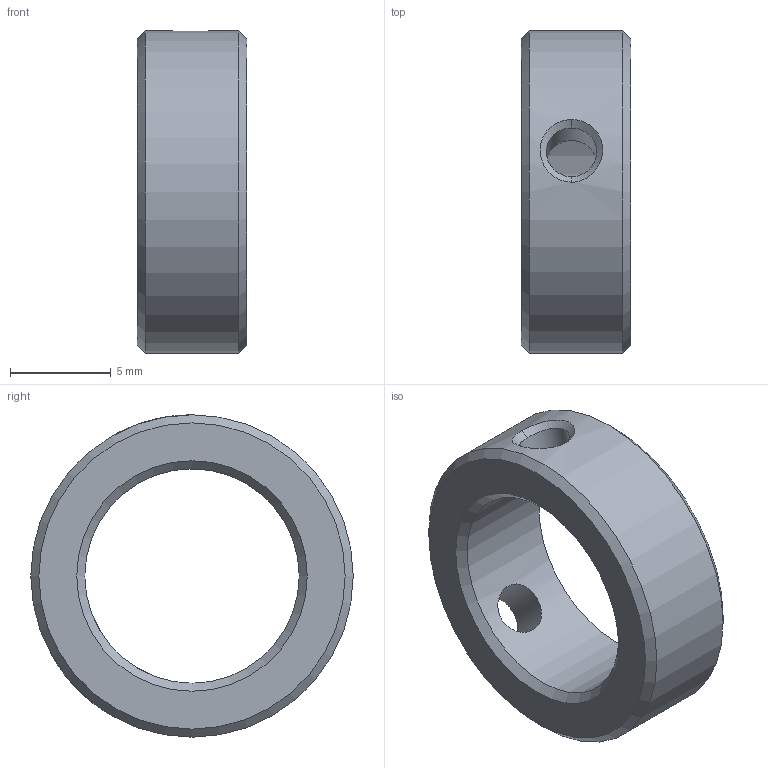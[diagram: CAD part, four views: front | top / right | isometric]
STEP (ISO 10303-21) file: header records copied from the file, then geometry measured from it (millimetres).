
FILE_DESCRIPTION(/* description */ (''),/* implementation_level */ '2;1');
FILE_NAME(/* name */ 'KLEMMRING.step',/* time_stamp */ '2023-01-07T19:03:46+01:00',/* author */ (''),/* organization */ (''),/* preprocessor_version */ 'ST-DEVELOPER v19.2',/* originating_system */ 'Autodesk Translation Framework v11.17.0.187',/* authorisation */ '');
FILE_SCHEMA (('AUTOMOTIVE_DESIGN { 1 0 10303 214 3 1 1 }'));
Length unit declared in the file: millimetre
Products named in the file (1): KLEMMRING
Bounding box: 5.45 x 16 x 16 mm (x, y, z)
Volume: 573.2 mm3; surface area: 668.4 mm2
Topology: 1 solids, 1 shells, 13 faces, 31 edges, 20 vertices
Faces by surface type: cylinder 4, bspline 4, cone 3, plane 2
Full cylindrical faces by diameter (mm): 2.5 x2, 10.64 x1, 16 x1
Entity records: 845 total; most frequent: CARTESIAN_POINT 511, ORIENTED_EDGE 62, DIRECTION 51, EDGE_CURVE 31, VERTEX_POINT 20, AXIS2_PLACEMENT_3D 20, EDGE_LOOP 19, FACE_OUTER_BOUND 13
